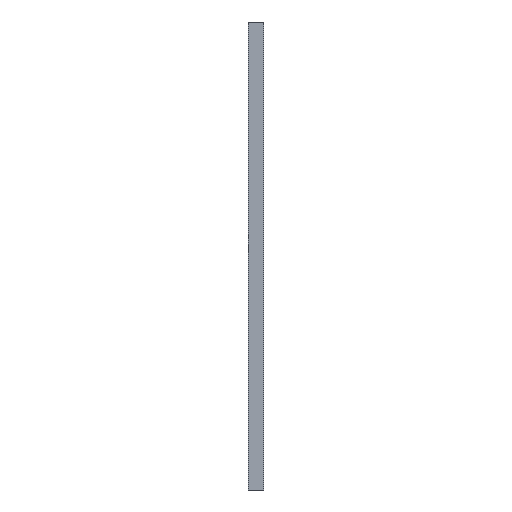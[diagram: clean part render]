
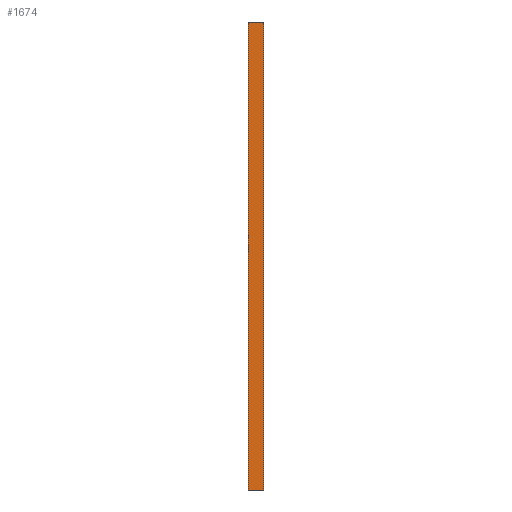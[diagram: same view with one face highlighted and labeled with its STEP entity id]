
A CAD part, left-side view. The second image highlights one B-rep face of the part: STEP entity #1674.
In plain terms, the highlighted planar face has unit normal (-1, 0, 0).
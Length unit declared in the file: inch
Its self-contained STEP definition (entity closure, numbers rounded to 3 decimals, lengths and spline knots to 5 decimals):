
#12 = CARTESIAN_POINT ( 'NONE',  ( -0.93947, 0.0626, -0.93947 ) ) ;
#23 = CARTESIAN_POINT ( 'NONE',  ( -0.93947, 0.0626, 0.93947 ) ) ;
#70 = ORIENTED_EDGE ( 'NONE', *, *, #1947, .F. ) ;
#226 = VECTOR ( 'NONE', #1776, 39.37008 ) ;
#306 = LINE ( 'NONE', #12, #974 ) ;
#378 = DIRECTION ( 'NONE',  ( 1., 0., 0. ) ) ;
#387 = EDGE_CURVE ( 'NONE', #1253, #1662, #1974, .T. ) ;
#412 = CARTESIAN_POINT ( 'NONE',  ( -0.93947, 0., 0.93947 ) ) ;
#422 = CARTESIAN_POINT ( 'NONE',  ( -0.93947, 0., -0.93947 ) ) ;
#458 = ORIENTED_EDGE ( 'NONE', *, *, #742, .T. ) ;
#487 = AXIS2_PLACEMENT_3D ( 'NONE', #1482, #378, #1157 ) ;
#508 = ORIENTED_EDGE ( 'NONE', *, *, #387, .F. ) ;
#567 = VERTEX_POINT ( 'NONE', #1229 ) ;
#680 = CARTESIAN_POINT ( 'NONE',  ( -0.93947, 0.0626, -0.93947 ) ) ;
#681 = VECTOR ( 'NONE', #1632, 39.37008 ) ;
#723 = CARTESIAN_POINT ( 'NONE',  ( -0.93947, 0.0626, 0.93947 ) ) ;
#742 = EDGE_CURVE ( 'NONE', #1253, #1232, #306, .T. ) ;
#755 = ORIENTED_EDGE ( 'NONE', *, *, #1013, .T. ) ;
#974 = VECTOR ( 'NONE', #1261, 39.37008 ) ;
#985 = LINE ( 'NONE', #23, #226 ) ;
#1013 = EDGE_CURVE ( 'NONE', #1232, #567, #1788, .T. ) ;
#1017 = DIRECTION ( 'NONE',  ( 0., 0., 1. ) ) ;
#1157 = DIRECTION ( 'NONE',  ( 0., 1., 0. ) ) ;
#1169 = PLANE ( 'NONE',  #487 ) ;
#1229 = CARTESIAN_POINT ( 'NONE',  ( -0.93947, 0., 0.93947 ) ) ;
#1231 = VECTOR ( 'NONE', #1017, 39.37008 ) ;
#1232 = VERTEX_POINT ( 'NONE', #422 ) ;
#1253 = VERTEX_POINT ( 'NONE', #680 ) ;
#1261 = DIRECTION ( 'NONE',  ( 0., -1., 0. ) ) ;
#1334 = FACE_OUTER_BOUND ( 'NONE', #1851, .T. ) ;
#1482 = CARTESIAN_POINT ( 'NONE',  ( -0.93947, 0.0626, 0.93947 ) ) ;
#1618 = CARTESIAN_POINT ( 'NONE',  ( -0.93947, 0.0626, 0.93947 ) ) ;
#1632 = DIRECTION ( 'NONE',  ( 0., 0., 1. ) ) ;
#1662 = VERTEX_POINT ( 'NONE', #723 ) ;
#1674 = ADVANCED_FACE ( 'NONE', ( #1334 ), #1169, .F. ) ;
#1776 = DIRECTION ( 'NONE',  ( 0., -1., 0. ) ) ;
#1788 = LINE ( 'NONE', #412, #1231 ) ;
#1851 = EDGE_LOOP ( 'NONE', ( #755, #70, #508, #458 ) ) ;
#1947 = EDGE_CURVE ( 'NONE', #1662, #567, #985, .T. ) ;
#1974 = LINE ( 'NONE', #1618, #681 ) ;
